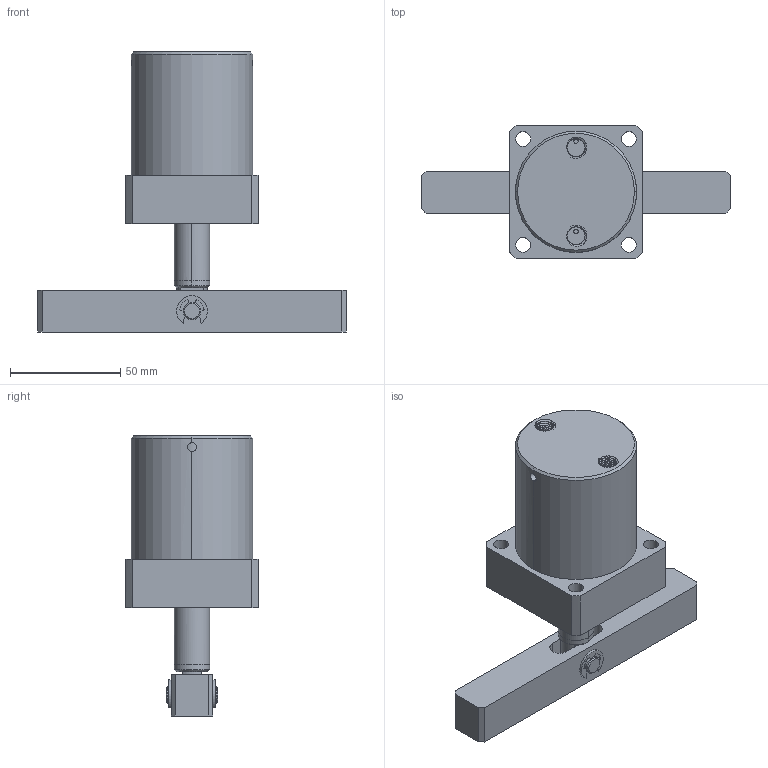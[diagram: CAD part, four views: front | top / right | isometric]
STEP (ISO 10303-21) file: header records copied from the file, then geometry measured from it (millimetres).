
FILE_DESCRIPTION (( 'STEP AP203' ), '1' );
FILE_NAME ('ASC-FA40D.STEP', '2019-05-14T05:58:37', ( 'User' ), ( 'china' ), 'SwSTEP 2.0', 'SolidWorks 2018', '' );
FILE_SCHEMA (( 'CONFIG_CONTROL_DESIGN' ));
Length unit declared in the file: millimetre
Products named in the file (7): FA40D活塞杆; KKDC_2; CAS-FA40QG; ASC-FA40D; 揤旋; XDIAO_2; CAS-FA40BT
Assembly tree (7 placements, depth 2):
  ASC-FA40D
    CAS-FA40BT
    FA40D活塞杆
    CAS-FA40QG
    揤旋
    XDIAO_2
    KKDC_2  x2
Bounding box: 140 x 60 x 127 mm (x, y, z)
Volume: 225234.1 mm3; surface area: 66084.1 mm2
Topology: 7 solids, 7 shells, 279 faces, 869 edges, 618 vertices
Faces by surface type: cylinder 173, plane 65, bspline 27, cone 14
Entity records: 35140 total; most frequent: CARTESIAN_POINT 27874, ORIENTED_EDGE 1634, DIRECTION 940, EDGE_CURVE 817, VERTEX_POINT 586, B_SPLINE_CURVE_WITH_KNOTS 466, AXIS2_PLACEMENT_3D 348, EDGE_LOOP 301
